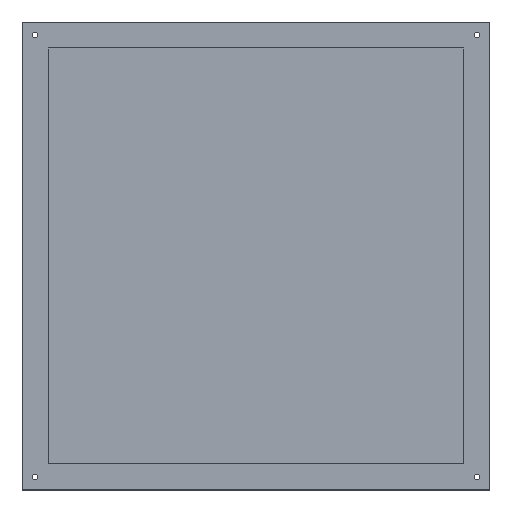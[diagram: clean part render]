
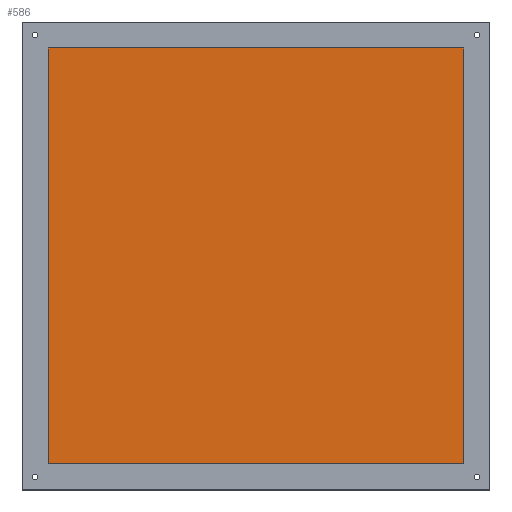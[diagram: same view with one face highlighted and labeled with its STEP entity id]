
A CAD part, top view. The second image highlights one B-rep face of the part: STEP entity #586.
In plain terms, the highlighted planar face has unit normal (0, 0, 1).
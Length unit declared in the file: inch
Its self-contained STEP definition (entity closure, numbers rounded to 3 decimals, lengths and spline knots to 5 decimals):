
#193=DIRECTION('',(0.,1.,0.));
#194=VECTOR('',#193,18.89764);
#195=CARTESIAN_POINT('',(9.44882,-9.44882,
-0.00787));
#196=LINE('',#195,#194);
#197=DIRECTION('',(1.,0.,0.));
#198=VECTOR('',#197,18.89764);
#199=CARTESIAN_POINT('',(-9.44882,-9.44882,
-0.00787));
#200=LINE('',#199,#198);
#201=DIRECTION('',(0.,-1.,0.));
#202=VECTOR('',#201,18.89764);
#203=CARTESIAN_POINT('',(-9.44882,9.44882,
-0.00787));
#204=LINE('',#203,#202);
#205=DIRECTION('',(-1.,0.,0.));
#206=VECTOR('',#205,18.89764);
#207=CARTESIAN_POINT('',(9.44882,9.44882,-0.00787));
#208=LINE('',#207,#206);
#257=CARTESIAN_POINT('',(9.44882,-9.44882,
-0.00787));
#258=CARTESIAN_POINT('',(9.44882,9.44882,-0.00787));
#259=VERTEX_POINT('',#257);
#260=VERTEX_POINT('',#258);
#261=CARTESIAN_POINT('',(-9.44882,9.44882,
-0.00787));
#262=VERTEX_POINT('',#261);
#263=CARTESIAN_POINT('',(-9.44882,-9.44882,
-0.00787));
#264=VERTEX_POINT('',#263);
#575=CARTESIAN_POINT('',(0.,0.,-0.00787));
#576=DIRECTION('',(0.,0.,1.));
#577=DIRECTION('',(1.,0.,0.));
#578=AXIS2_PLACEMENT_3D('',#575,#576,#577);
#579=PLANE('',#578);
#580=ORIENTED_EDGE('',*,*,#527,.F.);
#581=ORIENTED_EDGE('',*,*,#542,.F.);
#582=ORIENTED_EDGE('',*,*,#556,.F.);
#583=ORIENTED_EDGE('',*,*,#569,.F.);
#584=EDGE_LOOP('',(#580,#581,#582,#583));
#585=FACE_OUTER_BOUND('',#584,.F.);
#586=ADVANCED_FACE('',(#585),#579,.T.);
#527=EDGE_CURVE('',#259,#260,#196,.T.);
#542=EDGE_CURVE('',#264,#259,#200,.T.);
#556=EDGE_CURVE('',#262,#264,#204,.T.);
#569=EDGE_CURVE('',#260,#262,#208,.T.);
